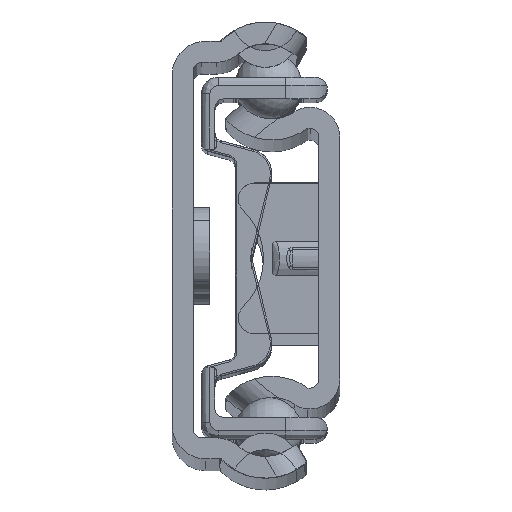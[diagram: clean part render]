
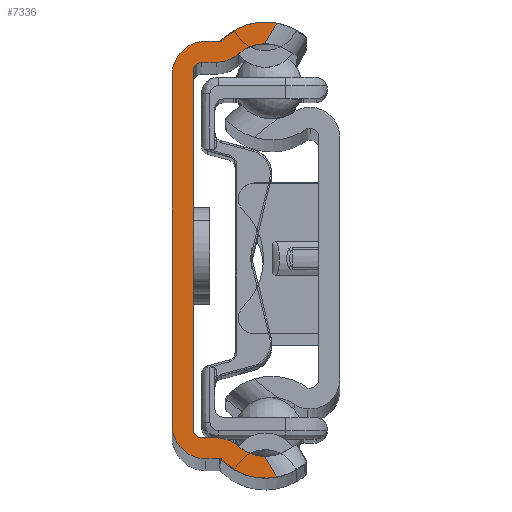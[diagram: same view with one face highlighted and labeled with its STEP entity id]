
A CAD part, top view. The second image highlights one B-rep face of the part: STEP entity #7336.
In plain terms, the highlighted planar face has unit normal (0, 0, 1).
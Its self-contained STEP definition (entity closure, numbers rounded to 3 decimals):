
#623=FACE_OUTER_BOUND('',#1039,.T.);
#1039=EDGE_LOOP('',(#5175,#5176,#5177,#5178,#5179,#5180,#5181,#5182,#5183,
#5184,#5185,#5186,#5187,#5188,#5189,#5190,#5191,#5192,#5193,#5194));
#1557=CIRCLE('',#7892,0.5);
#1559=CIRCLE('',#7895,2.);
#1561=CIRCLE('',#7900,2.);
#1564=CIRCLE('',#7906,2.4);
#1567=CIRCLE('',#7914,0.5);
#1569=CIRCLE('',#7918,2.);
#1571=CIRCLE('',#7921,2.4);
#1573=CIRCLE('',#7927,3.7);
#1574=CIRCLE('',#7929,0.1);
#1579=CIRCLE('',#7943,2.);
#1580=CIRCLE('',#7944,0.1);
#1581=CIRCLE('',#7945,3.7);
#1984=LINE('',#11050,#2433);
#2038=LINE('',#11331,#2487);
#2042=LINE('',#11338,#2491);
#2054=LINE('',#11439,#2503);
#2064=LINE('',#11507,#2513);
#2073=LINE('',#11566,#2522);
#2074=LINE('',#11569,#2523);
#2075=LINE('',#11575,#2524);
#2433=VECTOR('',#8794,10.);
#2487=VECTOR('',#9118,10.);
#2491=VECTOR('',#9124,10.);
#2503=VECTOR('',#9174,10.);
#2513=VECTOR('',#9212,10.);
#2522=VECTOR('',#9243,10.);
#2523=VECTOR('',#9246,10.);
#2524=VECTOR('',#9253,10.);
#2903=VERTEX_POINT('',#11047);
#2904=VERTEX_POINT('',#11049);
#2989=VERTEX_POINT('',#11312);
#2992=VERTEX_POINT('',#11317);
#2994=VERTEX_POINT('',#11323);
#2995=VERTEX_POINT('',#11327);
#2998=VERTEX_POINT('',#11336);
#3000=VERTEX_POINT('',#11343);
#3003=VERTEX_POINT('',#11370);
#3008=VERTEX_POINT('',#11427);
#3010=VERTEX_POINT('',#11430);
#3012=VERTEX_POINT('',#11436);
#3014=VERTEX_POINT('',#11442);
#3015=VERTEX_POINT('',#11447);
#3019=VERTEX_POINT('',#11487);
#3020=VERTEX_POINT('',#11489);
#3021=VERTEX_POINT('',#11502);
#3031=VERTEX_POINT('',#11568);
#3032=VERTEX_POINT('',#11571);
#3033=VERTEX_POINT('',#11573);
#3640=EDGE_CURVE('',#2903,#2904,#1984,.T.);
#3777=EDGE_CURVE('',#2992,#2989,#1557,.T.);
#3780=EDGE_CURVE('',#2994,#2903,#1559,.T.);
#3783=EDGE_CURVE('',#2989,#2995,#2038,.T.);
#3787=EDGE_CURVE('',#2998,#2994,#2042,.T.);
#3790=EDGE_CURVE('',#2995,#3000,#1561,.T.);
#3796=EDGE_CURVE('',#3000,#3003,#1564,.T.);
#3808=EDGE_CURVE('',#3008,#3010,#1567,.T.);
#3812=EDGE_CURVE('',#3012,#3008,#2054,.T.);
#3815=EDGE_CURVE('',#3014,#3012,#1569,.T.);
#3818=EDGE_CURVE('',#3015,#3014,#1571,.T.);
#3826=EDGE_CURVE('',#3019,#3020,#1573,.T.);
#3829=EDGE_CURVE('',#3021,#3019,#1574,.T.);
#3831=EDGE_CURVE('',#3010,#2992,#2064,.T.);
#3847=EDGE_CURVE('',#3020,#3015,#2073,.T.);
#3848=EDGE_CURVE('',#3031,#3021,#2074,.T.);
#3849=EDGE_CURVE('',#2904,#3031,#1579,.T.);
#3850=EDGE_CURVE('',#3032,#2998,#1580,.T.);
#3851=EDGE_CURVE('',#3033,#3032,#1581,.T.);
#3852=EDGE_CURVE('',#3003,#3033,#2075,.T.);
#5175=ORIENTED_EDGE('',*,*,#3847,.F.);
#5176=ORIENTED_EDGE('',*,*,#3826,.F.);
#5177=ORIENTED_EDGE('',*,*,#3829,.F.);
#5178=ORIENTED_EDGE('',*,*,#3848,.F.);
#5179=ORIENTED_EDGE('',*,*,#3849,.F.);
#5180=ORIENTED_EDGE('',*,*,#3640,.F.);
#5181=ORIENTED_EDGE('',*,*,#3780,.F.);
#5182=ORIENTED_EDGE('',*,*,#3787,.F.);
#5183=ORIENTED_EDGE('',*,*,#3850,.F.);
#5184=ORIENTED_EDGE('',*,*,#3851,.F.);
#5185=ORIENTED_EDGE('',*,*,#3852,.F.);
#5186=ORIENTED_EDGE('',*,*,#3796,.F.);
#5187=ORIENTED_EDGE('',*,*,#3790,.F.);
#5188=ORIENTED_EDGE('',*,*,#3783,.F.);
#5189=ORIENTED_EDGE('',*,*,#3777,.F.);
#5190=ORIENTED_EDGE('',*,*,#3831,.F.);
#5191=ORIENTED_EDGE('',*,*,#3808,.F.);
#5192=ORIENTED_EDGE('',*,*,#3812,.F.);
#5193=ORIENTED_EDGE('',*,*,#3815,.F.);
#5194=ORIENTED_EDGE('',*,*,#3818,.F.);
#6738=PLANE('',#7942);
#7336=ADVANCED_FACE('',(#623),#6738,.T.);
#7892=AXIS2_PLACEMENT_3D('',#11319,#9105,#9106);
#7895=AXIS2_PLACEMENT_3D('',#11325,#9112,#9113);
#7900=AXIS2_PLACEMENT_3D('',#11344,#9130,#9131);
#7906=AXIS2_PLACEMENT_3D('',#11371,#9144,#9145);
#7914=AXIS2_PLACEMENT_3D('',#11431,#9166,#9167);
#7918=AXIS2_PLACEMENT_3D('',#11444,#9179,#9180);
#7921=AXIS2_PLACEMENT_3D('',#11464,#9185,#9186);
#7927=AXIS2_PLACEMENT_3D('',#11490,#9202,#9203);
#7929=AXIS2_PLACEMENT_3D('',#11504,#9207,#9208);
#7942=AXIS2_PLACEMENT_3D('',#11567,#9244,#9245);
#7943=AXIS2_PLACEMENT_3D('',#11570,#9247,#9248);
#7944=AXIS2_PLACEMENT_3D('',#11572,#9249,#9250);
#7945=AXIS2_PLACEMENT_3D('',#11574,#9251,#9252);
#8794=DIRECTION('',(0.,1.,0.));
#9105=DIRECTION('center_axis',(0.,0.,1.));
#9106=DIRECTION('ref_axis',(-1.,0.,0.));
#9112=DIRECTION('center_axis',(0.,0.,-1.));
#9113=DIRECTION('ref_axis',(1.,0.,0.));
#9118=DIRECTION('',(1.,0.,0.));
#9124=DIRECTION('',(-1.,0.,0.));
#9130=DIRECTION('center_axis',(0.,0.,-1.));
#9131=DIRECTION('ref_axis',(-0.661,-0.75,0.));
#9144=DIRECTION('center_axis',(0.,0.,1.));
#9145=DIRECTION('ref_axis',(-0.661,-0.75,0.));
#9166=DIRECTION('center_axis',(0.,0.,1.));
#9167=DIRECTION('ref_axis',(0.,1.,0.));
#9174=DIRECTION('',(-1.,0.,0.));
#9179=DIRECTION('center_axis',(0.,0.,-1.));
#9180=DIRECTION('ref_axis',(0.,1.,0.));
#9185=DIRECTION('center_axis',(0.,0.,1.));
#9186=DIRECTION('ref_axis',(0.5,0.866,0.));
#9202=DIRECTION('center_axis',(0.,0.,-1.));
#9203=DIRECTION('ref_axis',(-0.5,-0.866,0.));
#9207=DIRECTION('center_axis',(0.,0.,1.));
#9208=DIRECTION('ref_axis',(0.,-1.,0.));
#9212=DIRECTION('',(0.,-1.,0.));
#9243=DIRECTION('',(-0.5,-0.866,0.));
#9244=DIRECTION('center_axis',(0.,0.,1.));
#9245=DIRECTION('ref_axis',(1.,0.,0.));
#9246=DIRECTION('',(1.,0.,0.));
#9247=DIRECTION('center_axis',(0.,0.,-1.));
#9248=DIRECTION('ref_axis',(0.,-1.,0.));
#9249=DIRECTION('center_axis',(0.,0.,1.));
#9250=DIRECTION('ref_axis',(0.717,0.697,0.));
#9251=DIRECTION('center_axis',(0.,0.,-1.));
#9252=DIRECTION('ref_axis',(0.717,0.697,0.));
#9253=DIRECTION('',(0.5,-0.866,0.));
#11047=CARTESIAN_POINT('',(-5.55,-10.45,203.));
#11049=CARTESIAN_POINT('',(-5.55,10.45,203.));
#11050=CARTESIAN_POINT('',(-5.55,-10.45,203.));
#11312=CARTESIAN_POINT('',(-3.8,-11.2,203.));
#11317=CARTESIAN_POINT('',(-4.3,-10.7,203.));
#11319=CARTESIAN_POINT('Origin',(-3.8,-10.7,203.));
#11323=CARTESIAN_POINT('',(-3.55,-12.45,203.));
#11325=CARTESIAN_POINT('Origin',(-3.55,-10.45,203.));
#11327=CARTESIAN_POINT('',(-2.91,-11.2,203.));
#11331=CARTESIAN_POINT('',(-3.8,-11.2,203.));
#11336=CARTESIAN_POINT('',(-2.724,-12.45,203.));
#11338=CARTESIAN_POINT('',(-2.724,-12.45,203.));
#11343=CARTESIAN_POINT('',(-1.587,-11.7,203.));
#11344=CARTESIAN_POINT('Origin',(-2.91,-13.2,203.));
#11370=CARTESIAN_POINT('',(-0.026,-12.3,203.));
#11371=CARTESIAN_POINT('Origin',(0.,-9.9,203.));
#11427=CARTESIAN_POINT('',(-3.8,11.2,203.));
#11430=CARTESIAN_POINT('',(-4.3,10.7,203.));
#11431=CARTESIAN_POINT('Origin',(-3.8,10.7,203.));
#11436=CARTESIAN_POINT('',(-2.91,11.2,203.));
#11439=CARTESIAN_POINT('',(-2.91,11.2,203.));
#11442=CARTESIAN_POINT('',(-1.587,11.7,203.));
#11444=CARTESIAN_POINT('Origin',(-2.91,13.2,203.));
#11447=CARTESIAN_POINT('',(-0.026,12.3,203.));
#11464=CARTESIAN_POINT('Origin',(0.,9.9,203.));
#11487=CARTESIAN_POINT('',(-2.652,12.48,203.));
#11489=CARTESIAN_POINT('',(0.687,13.536,203.));
#11490=CARTESIAN_POINT('Origin',(0.,9.9,203.));
#11502=CARTESIAN_POINT('',(-2.724,12.45,203.));
#11504=CARTESIAN_POINT('Origin',(-2.724,12.55,203.));
#11507=CARTESIAN_POINT('',(-4.3,10.7,203.));
#11566=CARTESIAN_POINT('',(-2.74,7.599,203.));
#11567=CARTESIAN_POINT('Origin',(-3.303,0.,
203.));
#11568=CARTESIAN_POINT('',(-3.55,12.45,203.));
#11569=CARTESIAN_POINT('',(-3.55,12.45,203.));
#11570=CARTESIAN_POINT('Origin',(-3.55,10.45,203.));
#11571=CARTESIAN_POINT('',(-2.652,-12.48,203.));
#11572=CARTESIAN_POINT('Origin',(-2.724,-12.55,203.));
#11573=CARTESIAN_POINT('',(0.687,-13.536,203.));
#11574=CARTESIAN_POINT('Origin',(0.,-9.9,203.));
#11575=CARTESIAN_POINT('',(-3.015,-7.123,203.));
